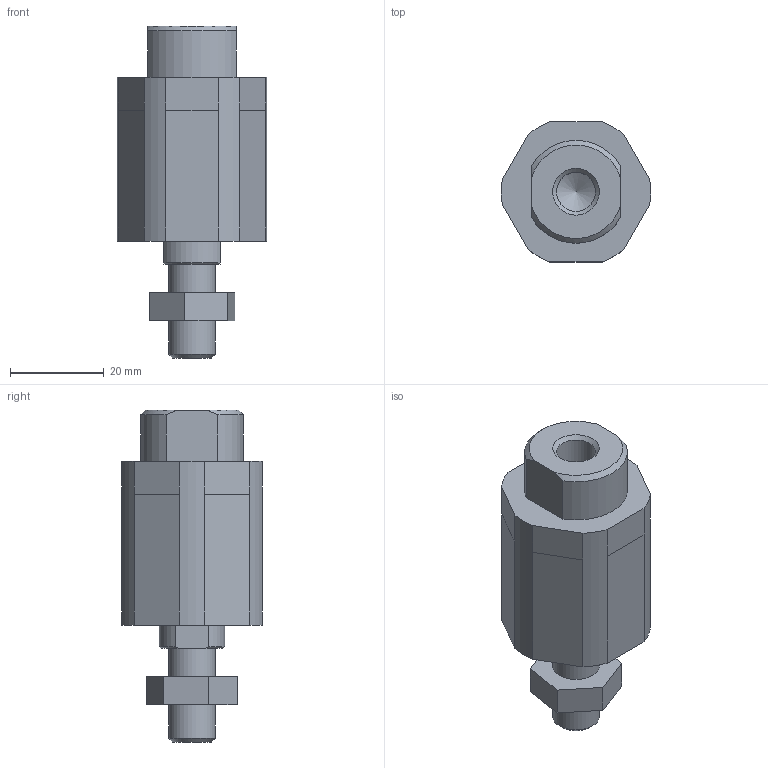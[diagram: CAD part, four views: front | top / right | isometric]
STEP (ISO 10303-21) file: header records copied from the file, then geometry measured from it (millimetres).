
FILE_DESCRIPTION(/* description */ (''),/* implementation_level */ '2;1');
FILE_NAME(/* name */ 'CAD_5466.stp',/* time_stamp */ '2016-06-03T13:05:10+02:00',/* author */ ('Hypex'),/* organization */ ('Hypex'),/* preprocessor_version */ 'ST-DEVELOPER v16.1',/* originating_system */ 'Autodesk Inventor 2016',/* authorisation */ '');
FILE_SCHEMA (('AUTOMOTIVE_DESIGN { 1 0 10303 214 3 1 1 }'));
Length unit declared in the file: millimetre
Products named in the file (1): CAD_5466
Bounding box: 31.95 x 30 x 71 mm (x, y, z)
Volume: 32473 mm3; surface area: 7653.1 mm2
Topology: 1 solids, 1 shells, 53 faces, 131 edges, 85 vertices
Faces by surface type: plane 31, cylinder 15, cone 7
Full cylindrical faces by diameter (mm): 8.376 x1, 10 x2
Entity records: 1602 total; most frequent: CARTESIAN_POINT 278, DIRECTION 260, ORIENTED_EDGE 248, EDGE_CURVE 124, AXIS2_PLACEMENT_3D 90, VERTEX_POINT 84, LINE 80, VECTOR 80
